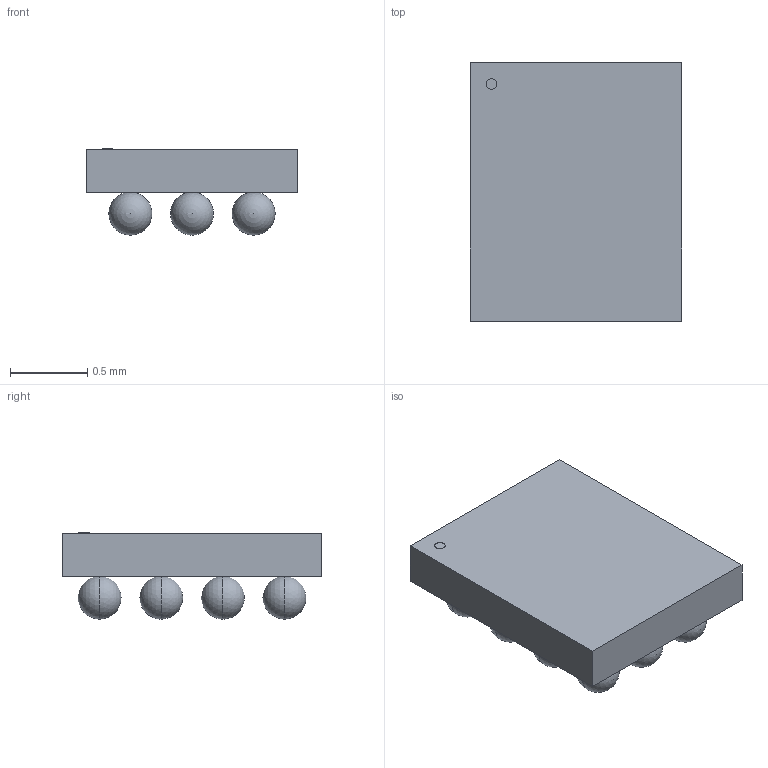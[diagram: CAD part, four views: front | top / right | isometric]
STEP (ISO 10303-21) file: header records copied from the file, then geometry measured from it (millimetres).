
FILE_DESCRIPTION (( 'STEP AP214' ), '1' );
FILE_NAME ('SOT1390-5_WLCSP12_NXP.step', '2021-02-27T01:24:02', ( '' ), ( '' ), 'SwSTEP 2.0', 'SolidWorks 2020', '' );
FILE_SCHEMA (( 'AUTOMOTIVE_DESIGN' ));
Length unit declared in the file: millimetre
Products named in the file (1): SOT1390-5_WLCSP12_NXP
Bounding box: 1.37 x 1.68 x 0.56 mm (x, y, z)
Volume: 0.8 mm3; surface area: 9.3 mm2
Topology: 14 solids, 14 shells, 34 faces, 102 edges, 72 vertices
Faces by surface type: sphere 24, plane 8, cylinder 2
Entity records: 888 total; most frequent: DIRECTION 140, CARTESIAN_POINT 113, ORIENTED_EDGE 84, AXIS2_PLACEMENT_3D 63, EDGE_CURVE 42, VERTEX_POINT 36, FACE_OUTER_BOUND 34, EDGE_LOOP 34
